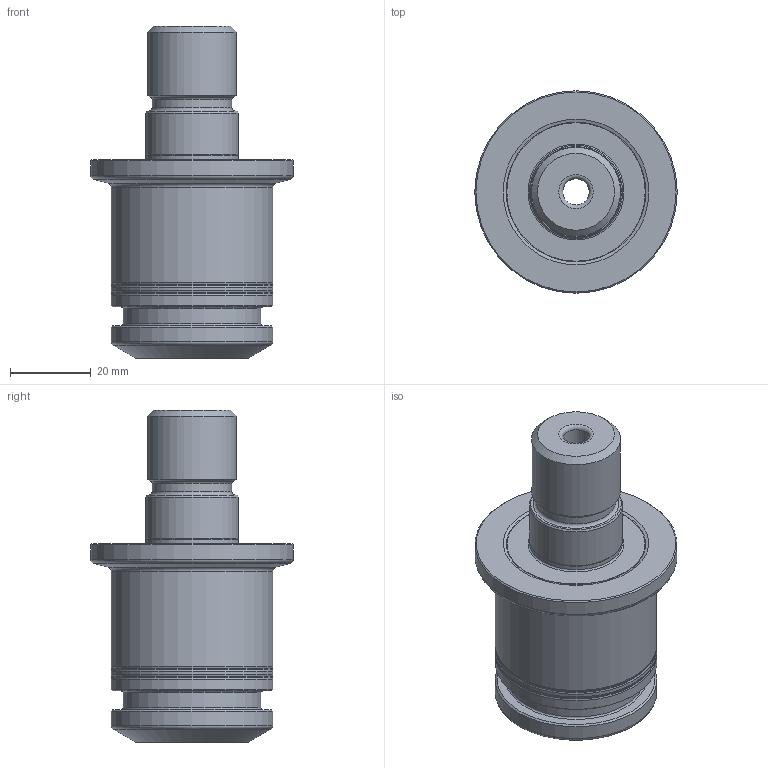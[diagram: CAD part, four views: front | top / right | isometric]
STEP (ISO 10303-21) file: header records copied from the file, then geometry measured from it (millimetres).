
FILE_DESCRIPTION(/* description */ (''),/* implementation_level */ '2;1');
FILE_NAME(/* name */ '826721251.stp',/* time_stamp */ '2021-09-03T15:38:31',/* author */ ('LRA'),/* organization */ ('REGO-FIX'),/* preprocessor_version */ ' Unknown',/* originating_system */ 'SIEMENS PLM Software Solid Edge ST10',/* authorization */ 'Unknown');
FILE_SCHEMA (('AUTOMOTIVE_DESIGN { 1 0 10303 214 2 1 1}'));
Length unit declared in the file: millimetre
Products named in the file (1): NOCUT
Bounding box: 50 x 50 x 82 mm (x, y, z)
Volume: 52571 mm3; surface area: 16603.2 mm2
Topology: 1 solids, 1 shells, 49 faces, 92 edges, 52 vertices
Faces by surface type: cone 15, torus 13, cylinder 12, plane 9
Full cylindrical faces by diameter (mm): 6.5 x1, 19.7 x1, 22 x1, 22.9 x1, 23 x1, 25 x1, 34 x1, 39.965 x4, 50 x1
Entity records: 1370 total; most frequent: DIRECTION 204, CARTESIAN_POINT 151, AXIS2_PLACEMENT_3D 102, ORIENTED_EDGE 98, EDGE_LOOP 98, FACE_BOUND 98, EDGE_CURVE 49, VERTEX_POINT 49
